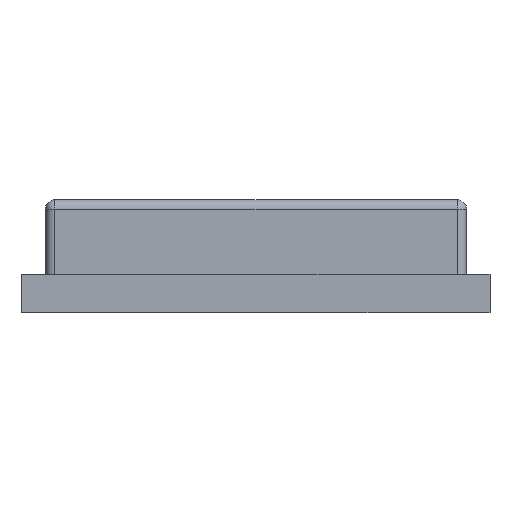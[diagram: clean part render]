
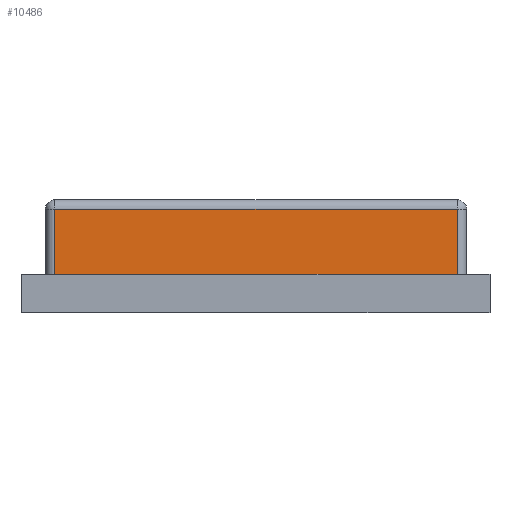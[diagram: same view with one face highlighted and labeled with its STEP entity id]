
A CAD part, front view. The second image highlights one B-rep face of the part: STEP entity #10486.
In plain terms, the highlighted planar face has unit normal (0, -1, 0).
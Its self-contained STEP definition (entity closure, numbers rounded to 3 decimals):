
#940=FACE_OUTER_BOUND('',#1483,.T.);
#1483=EDGE_LOOP('',(#9163,#9164,#9165,#9166,#9167,#9168,#9169,#9170,#9171,
#9172,#9173,#9174));
#2651=LINE('',#18150,#3852);
#2653=LINE('',#18154,#3854);
#2655=LINE('',#18158,#3856);
#2673=LINE('',#18196,#3874);
#2676=LINE('',#18202,#3877);
#2678=LINE('',#18205,#3879);
#2681=LINE('',#18227,#3882);
#2684=LINE('',#18234,#3885);
#2691=LINE('',#18262,#3892);
#2698=LINE('',#18277,#3899);
#2699=LINE('',#18278,#3900);
#2700=LINE('',#18279,#3901);
#3852=VECTOR('',#13252,1.);
#3854=VECTOR('',#13256,1.);
#3856=VECTOR('',#13260,1.);
#3874=VECTOR('',#13290,1.);
#3877=VECTOR('',#13295,1.);
#3879=VECTOR('',#13299,1.);
#3882=VECTOR('',#13324,1.);
#3885=VECTOR('',#13331,1.);
#3892=VECTOR('',#13364,1.);
#3899=VECTOR('',#13383,1.);
#3900=VECTOR('',#13384,1.);
#3901=VECTOR('',#13385,1.);
#4906=VERTEX_POINT('',#18146);
#4907=VERTEX_POINT('',#18148);
#4908=VERTEX_POINT('',#18152);
#4909=VERTEX_POINT('',#18156);
#4922=VERTEX_POINT('',#18193);
#4923=VERTEX_POINT('',#18195);
#4924=VERTEX_POINT('',#18199);
#4925=VERTEX_POINT('',#18201);
#4930=VERTEX_POINT('',#18216);
#4933=VERTEX_POINT('',#18225);
#4935=VERTEX_POINT('',#18231);
#4942=VERTEX_POINT('',#18259);
#6363=EDGE_CURVE('',#4907,#4906,#2651,.T.);
#6365=EDGE_CURVE('',#4908,#4907,#2653,.T.);
#6367=EDGE_CURVE('',#4909,#4908,#2655,.T.);
#6385=EDGE_CURVE('',#4922,#4923,#2673,.T.);
#6388=EDGE_CURVE('',#4925,#4924,#2676,.T.);
#6390=EDGE_CURVE('',#4925,#4922,#2678,.T.);
#6400=EDGE_CURVE('',#4930,#4933,#2681,.T.);
#6404=EDGE_CURVE('',#4935,#4930,#2684,.T.);
#6418=EDGE_CURVE('',#4933,#4942,#2691,.T.);
#6426=EDGE_CURVE('',#4924,#4906,#2698,.T.);
#6427=EDGE_CURVE('',#4909,#4935,#2699,.T.);
#6428=EDGE_CURVE('',#4942,#4923,#2700,.T.);
#9163=ORIENTED_EDGE('',*,*,#6385,.F.);
#9164=ORIENTED_EDGE('',*,*,#6390,.F.);
#9165=ORIENTED_EDGE('',*,*,#6388,.T.);
#9166=ORIENTED_EDGE('',*,*,#6426,.T.);
#9167=ORIENTED_EDGE('',*,*,#6363,.F.);
#9168=ORIENTED_EDGE('',*,*,#6365,.F.);
#9169=ORIENTED_EDGE('',*,*,#6367,.F.);
#9170=ORIENTED_EDGE('',*,*,#6427,.T.);
#9171=ORIENTED_EDGE('',*,*,#6404,.T.);
#9172=ORIENTED_EDGE('',*,*,#6400,.T.);
#9173=ORIENTED_EDGE('',*,*,#6418,.T.);
#9174=ORIENTED_EDGE('',*,*,#6428,.T.);
#9782=PLANE('',#11062);
#10486=ADVANCED_FACE('',(#940),#9782,.F.);
#11062=AXIS2_PLACEMENT_3D('',#18276,#13381,#13382);
#13252=DIRECTION('',(0.,0.,-1.));
#13256=DIRECTION('',(-1.,0.,0.));
#13260=DIRECTION('',(0.,0.,1.));
#13290=DIRECTION('',(0.,0.,-1.));
#13295=DIRECTION('',(0.,0.,-1.));
#13299=DIRECTION('',(-1.,0.,0.));
#13324=DIRECTION('',(-1.,0.,0.));
#13331=DIRECTION('',(0.,0.,1.));
#13364=DIRECTION('',(0.,0.,-1.));
#13381=DIRECTION('center_axis',(0.,1.,0.));
#13382=DIRECTION('ref_axis',(0.,0.,1.));
#13383=DIRECTION('',(1.,0.,0.));
#13384=DIRECTION('',(1.,0.,0.));
#13385=DIRECTION('',(1.,0.,0.));
#18146=CARTESIAN_POINT('',(-2.877,-6.125,0.81));
#18148=CARTESIAN_POINT('',(-2.877,-6.125,0.82));
#18150=CARTESIAN_POINT('',(-2.877,-6.125,0.82));
#18152=CARTESIAN_POINT('',(-2.724,-6.125,0.82));
#18154=CARTESIAN_POINT('',(-4.5,-6.125,0.82));
#18156=CARTESIAN_POINT('',(-2.724,-6.125,0.81));
#18158=CARTESIAN_POINT('',(-2.724,-6.125,17.896));
#18193=CARTESIAN_POINT('',(-3.428,-6.125,0.82));
#18195=CARTESIAN_POINT('',(-3.428,-6.125,0.81));
#18196=CARTESIAN_POINT('',(-3.428,-6.125,17.896));
#18199=CARTESIAN_POINT('',(-3.287,-6.125,0.81));
#18201=CARTESIAN_POINT('',(-3.287,-6.125,0.82));
#18202=CARTESIAN_POINT('',(-3.287,-6.125,0.82));
#18205=CARTESIAN_POINT('',(-4.5,-6.125,0.82));
#18216=CARTESIAN_POINT('',(4.3,-6.125,2.21));
#18225=CARTESIAN_POINT('',(-4.3,-6.125,2.21));
#18227=CARTESIAN_POINT('',(-4.5,-6.125,2.21));
#18231=CARTESIAN_POINT('',(4.3,-6.125,0.81));
#18234=CARTESIAN_POINT('',(4.3,-6.125,17.896));
#18259=CARTESIAN_POINT('',(-4.3,-6.125,0.81));
#18262=CARTESIAN_POINT('',(-4.3,-6.125,17.896));
#18276=CARTESIAN_POINT('Origin',(-4.5,-6.125,17.896));
#18277=CARTESIAN_POINT('',(-4.5,-6.125,0.81));
#18278=CARTESIAN_POINT('',(-4.5,-6.125,0.81));
#18279=CARTESIAN_POINT('',(-4.5,-6.125,0.81));
